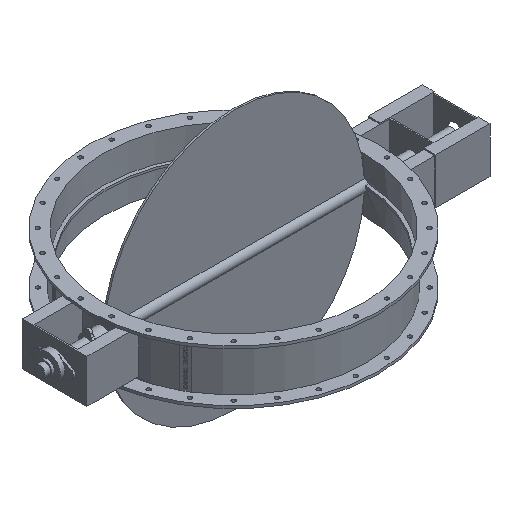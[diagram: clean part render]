
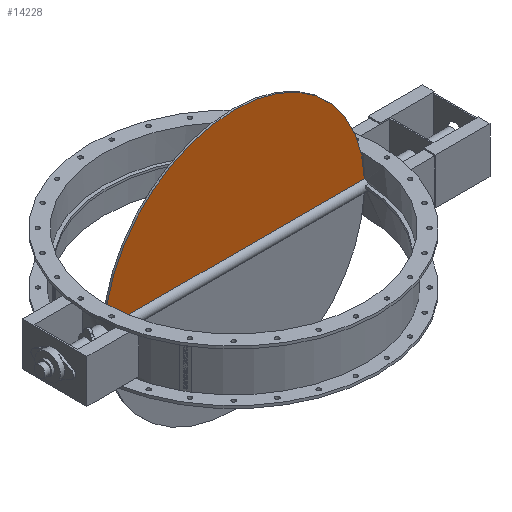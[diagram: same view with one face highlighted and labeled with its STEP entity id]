
A CAD part, isometric view. The second image highlights one B-rep face of the part: STEP entity #14228.
In plain terms, the highlighted planar face has unit normal (0, -1, 0).
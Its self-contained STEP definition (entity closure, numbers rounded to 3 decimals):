
#184=CIRCLE('',#14878,600.);
#915=PLANE('',#14877);
#1542=FACE_OUTER_BOUND('',#2387,.T.);
#2387=EDGE_LOOP('',(#12099,#12100));
#3786=LINE('',#24242,#5175);
#5175=VECTOR('',#17274,10.);
#6832=VERTEX_POINT('',#24240);
#6833=VERTEX_POINT('',#24241);
#8641=EDGE_CURVE('',#6832,#6833,#3786,.T.);
#8642=EDGE_CURVE('',#6832,#6833,#184,.T.);
#12099=ORIENTED_EDGE('',*,*,#8641,.F.);
#12100=ORIENTED_EDGE('',*,*,#8642,.T.);
#14228=ADVANCED_FACE('',(#1542),#915,.T.);
#14877=AXIS2_PLACEMENT_3D('',#24239,#17272,#17273);
#14878=AXIS2_PLACEMENT_3D('',#24243,#17275,#17276);
#17272=DIRECTION('center_axis',(0.,-1.,0.));
#17273=DIRECTION('ref_axis',(0.,0.,-1.));
#17274=DIRECTION('',(-1.,0.,0.));
#17275=DIRECTION('center_axis',(0.,-1.,0.));
#17276=DIRECTION('ref_axis',(1.,0.,0.));
#24239=CARTESIAN_POINT('Origin',(0.,-4.,0.));
#24240=CARTESIAN_POINT('',(599.492,-4.,24.678));
#24241=CARTESIAN_POINT('',(-599.492,-4.,24.678));
#24242=CARTESIAN_POINT('',(894.,-4.,24.678));
#24243=CARTESIAN_POINT('Origin',(0.,-4.,0.));
